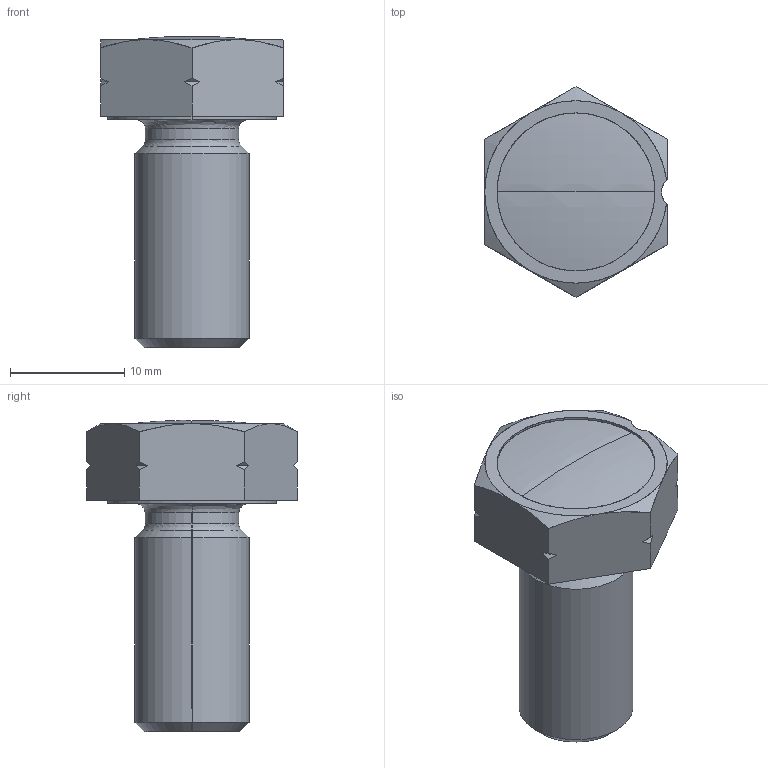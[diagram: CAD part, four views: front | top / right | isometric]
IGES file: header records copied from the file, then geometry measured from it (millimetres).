
Start section: SolidWorks IGES file using analytic representation for surfaces
Global section: file name: Z-RFC-P28 400108462.IGS; native system: SolidWorks 2020; preprocessor: SolidWorks 2020; author: schlecht; date: 230109.153135; units: millimetre
Bounding box: 16 x 18.48 x 27.29 mm (x, y, z)
Surface area: 2562.7 mm2 (no closed solid volume)
Topology: 0 solids, 0 shells, 69 faces, 836 edges, 836 vertices
Faces by surface type: revolution 41, bspline 28
